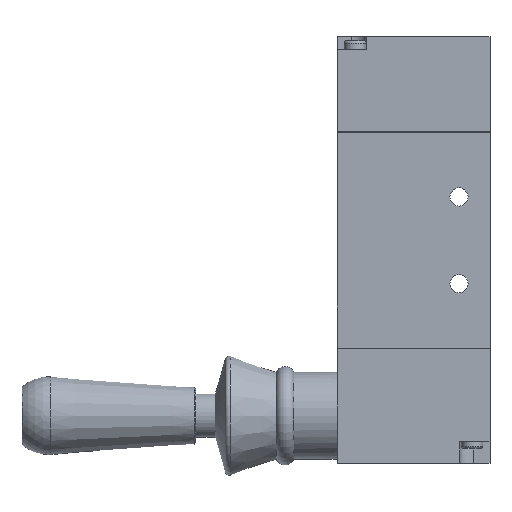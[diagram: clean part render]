
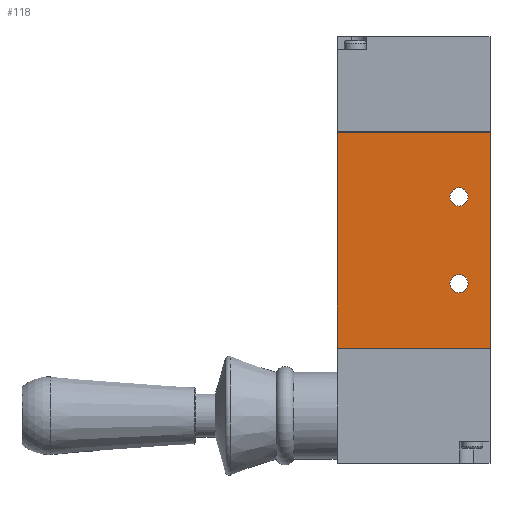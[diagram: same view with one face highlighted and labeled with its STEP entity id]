
A CAD part, left-side view. The second image highlights one B-rep face of the part: STEP entity #118.
In plain terms, the highlighted planar face has unit normal (-1, 0, 0).
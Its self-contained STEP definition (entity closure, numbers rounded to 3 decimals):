
#118 = ADVANCED_FACE( '', ( #321, #322, #323 ), #324, .T. );
#321 = FACE_BOUND( '', #639, .T. );
#322 = FACE_BOUND( '', #640, .T. );
#323 = FACE_OUTER_BOUND( '', #641, .T. );
#324 = PLANE( '', #642 );
#639 = EDGE_LOOP( '', ( #1174 ) );
#640 = EDGE_LOOP( '', ( #1175 ) );
#641 = EDGE_LOOP( '', ( #1176, #1177, #1178, #1179 ) );
#642 = AXIS2_PLACEMENT_3D( '', #1180, #1181, #1182 );
#1174 = ORIENTED_EDGE( '', *, *, #1954, .T. );
#1175 = ORIENTED_EDGE( '', *, *, #1955, .T. );
#1176 = ORIENTED_EDGE( '', *, *, #1911, .T. );
#1177 = ORIENTED_EDGE( '', *, *, #1953, .T. );
#1178 = ORIENTED_EDGE( '', *, *, #1938, .F. );
#1179 = ORIENTED_EDGE( '', *, *, #1948, .F. );
#1180 = CARTESIAN_POINT( '', ( -13.2, 17.65, -57. ) );
#1181 = DIRECTION( '', ( -1., 0., 0. ) );
#1182 = DIRECTION( '', ( 0., -1., 0. ) );
#1911 = EDGE_CURVE( '', #2274, #2272, #2275, .T. );
#1938 = EDGE_CURVE( '', #2322, #2324, #2325, .T. );
#1948 = EDGE_CURVE( '', #2274, #2322, #2339, .T. );
#1953 = EDGE_CURVE( '', #2272, #2324, #2346, .T. );
#1954 = EDGE_CURVE( '', #2347, #2347, #2348, .T. );
#1955 = EDGE_CURVE( '', #2349, #2349, #2350, .T. );
#2272 = VERTEX_POINT( '', #2840 );
#2274 = VERTEX_POINT( '', #2843 );
#2275 = LINE( '', #2844, #2845 );
#2322 = VERTEX_POINT( '', #2907 );
#2324 = VERTEX_POINT( '', #2910 );
#2325 = LINE( '', #2911, #2912 );
#2339 = LINE( '', #2935, #2936 );
#2346 = LINE( '', #2945, #2946 );
#2347 = VERTEX_POINT( '', #2947 );
#2348 = CIRCLE( '', #2948, 2.1 );
#2349 = VERTEX_POINT( '', #2949 );
#2350 = CIRCLE( '', #2950, 2.1 );
#2840 = CARTESIAN_POINT( '', ( -13.2, -17.65, -56.9 ) );
#2843 = CARTESIAN_POINT( '', ( -13.2, 17.65, -56.9 ) );
#2844 = CARTESIAN_POINT( '', ( -13.2, 17.7, -56.9 ) );
#2845 = VECTOR( '', #3495, 1000. );
#2907 = CARTESIAN_POINT( '', ( -13.2, 17.65, -7.1 ) );
#2910 = CARTESIAN_POINT( '', ( -13.2, -17.65, -7.1 ) );
#2911 = CARTESIAN_POINT( '', ( -13.2, 17.7, -7.1 ) );
#2912 = VECTOR( '', #3542, 1000. );
#2935 = CARTESIAN_POINT( '', ( -13.2, 17.65, -57. ) );
#2936 = VECTOR( '', #3552, 1000. );
#2945 = CARTESIAN_POINT( '', ( -13.2, -17.65, -57. ) );
#2946 = VECTOR( '', #3561, 1000. );
#2947 = CARTESIAN_POINT( '', ( -13.2, -10.5, -44.1 ) );
#2948 = AXIS2_PLACEMENT_3D( '', #3562, #3563, #3564 );
#2949 = CARTESIAN_POINT( '', ( -13.2, -10.5, -24.1 ) );
#2950 = AXIS2_PLACEMENT_3D( '', #3565, #3566, #3567 );
#3495 = DIRECTION( '', ( 0., -1., 0. ) );
#3542 = DIRECTION( '', ( 0., -1., 0. ) );
#3552 = DIRECTION( '', ( 0., 0., 1. ) );
#3561 = DIRECTION( '', ( 0., 0., 1. ) );
#3562 = CARTESIAN_POINT( '', ( -13.2, -10.5, -42. ) );
#3563 = DIRECTION( '', ( 1., 0., 0. ) );
#3564 = DIRECTION( '', ( 0., 0., -1. ) );
#3565 = CARTESIAN_POINT( '', ( -13.2, -10.5, -22. ) );
#3566 = DIRECTION( '', ( 1., 0., 0. ) );
#3567 = DIRECTION( '', ( 0., 0., -1. ) );
